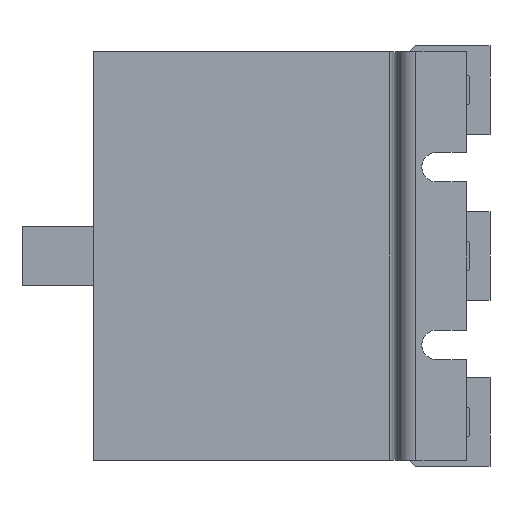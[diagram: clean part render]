
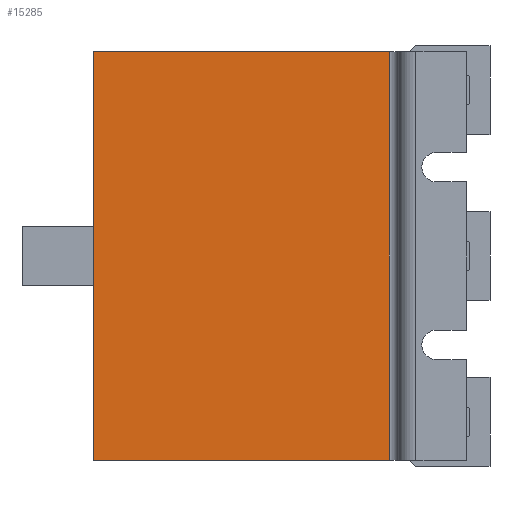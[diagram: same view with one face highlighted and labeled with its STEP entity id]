
A CAD part, left-side view. The second image highlights one B-rep face of the part: STEP entity #15285.
In plain terms, the highlighted planar face has unit normal (-1, 0, 0).
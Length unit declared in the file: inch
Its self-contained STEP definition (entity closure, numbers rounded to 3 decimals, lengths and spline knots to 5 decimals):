
#330 = DIRECTION ( 'NONE',  ( -1., 0., 0. ) ) ;
#687 = VECTOR ( 'NONE', #8546, 39.37008 ) ;
#770 = VECTOR ( 'NONE', #13083, 39.37008 ) ;
#946 = VECTOR ( 'NONE', #14722, 39.37008 ) ;
#1153 = LINE ( 'NONE', #6230, #10390 ) ;
#2093 = EDGE_CURVE ( 'NONE', #2309, #3844, #14742, .T. ) ;
#2309 = VERTEX_POINT ( 'NONE', #13165 ) ;
#3085 = DIRECTION ( 'NONE',  ( 0., 0., 1. ) ) ;
#3844 = VERTEX_POINT ( 'NONE', #4711 ) ;
#4711 = CARTESIAN_POINT ( 'NONE',  ( -0.11811, -1.69291, 2.71654 ) ) ;
#4842 = ORIENTED_EDGE ( 'NONE', *, *, #10589, .T. ) ;
#5757 = EDGE_LOOP ( 'NONE', ( #13549, #10677, #4842, #16125 ) ) ;
#6230 = CARTESIAN_POINT ( 'NONE',  ( -0.11811, 0., -2.71654 ) ) ;
#6258 = CARTESIAN_POINT ( 'NONE',  ( -0.11811, 2.24409, 2.71654 ) ) ;
#7348 = CARTESIAN_POINT ( 'NONE',  ( -0.11811, 2.24409, 2.71654 ) ) ;
#8546 = DIRECTION ( 'NONE',  ( 0., 0., 1. ) ) ;
#9279 = LINE ( 'NONE', #10332, #946 ) ;
#10305 = VERTEX_POINT ( 'NONE', #14536 ) ;
#10332 = CARTESIAN_POINT ( 'NONE',  ( -0.11811, 2.24409, 2.71654 ) ) ;
#10390 = VECTOR ( 'NONE', #17544, 39.37008 ) ;
#10494 = AXIS2_PLACEMENT_3D ( 'NONE', #7348, #330, #3085 ) ;
#10589 = EDGE_CURVE ( 'NONE', #10305, #2309, #1153, .T. ) ;
#10677 = ORIENTED_EDGE ( 'NONE', *, *, #17876, .F. ) ;
#11569 = CARTESIAN_POINT ( 'NONE',  ( -0.11811, -1.69291, 2.71654 ) ) ;
#12241 = FACE_OUTER_BOUND ( 'NONE', #5757, .T. ) ;
#12747 = VERTEX_POINT ( 'NONE', #6258 ) ;
#13019 = CARTESIAN_POINT ( 'NONE',  ( -0.11811, 0., 2.71654 ) ) ;
#13083 = DIRECTION ( 'NONE',  ( 0., -1., 0. ) ) ;
#13165 = CARTESIAN_POINT ( 'NONE',  ( -0.11811, -1.69291, -2.71654 ) ) ;
#13549 = ORIENTED_EDGE ( 'NONE', *, *, #17411, .F. ) ;
#14149 = PLANE ( 'NONE',  #10494 ) ;
#14536 = CARTESIAN_POINT ( 'NONE',  ( -0.11811, 2.24409, -2.71654 ) ) ;
#14722 = DIRECTION ( 'NONE',  ( 0., 0., 1. ) ) ;
#14742 = LINE ( 'NONE', #11569, #687 ) ;
#15285 = ADVANCED_FACE ( 'NONE', ( #12241 ), #14149, .T. ) ;
#16125 = ORIENTED_EDGE ( 'NONE', *, *, #2093, .T. ) ;
#17411 = EDGE_CURVE ( 'NONE', #12747, #3844, #17622, .T. ) ;
#17544 = DIRECTION ( 'NONE',  ( 0., -1., 0. ) ) ;
#17622 = LINE ( 'NONE', #13019, #770 ) ;
#17876 = EDGE_CURVE ( 'NONE', #10305, #12747, #9279, .T. ) ;
